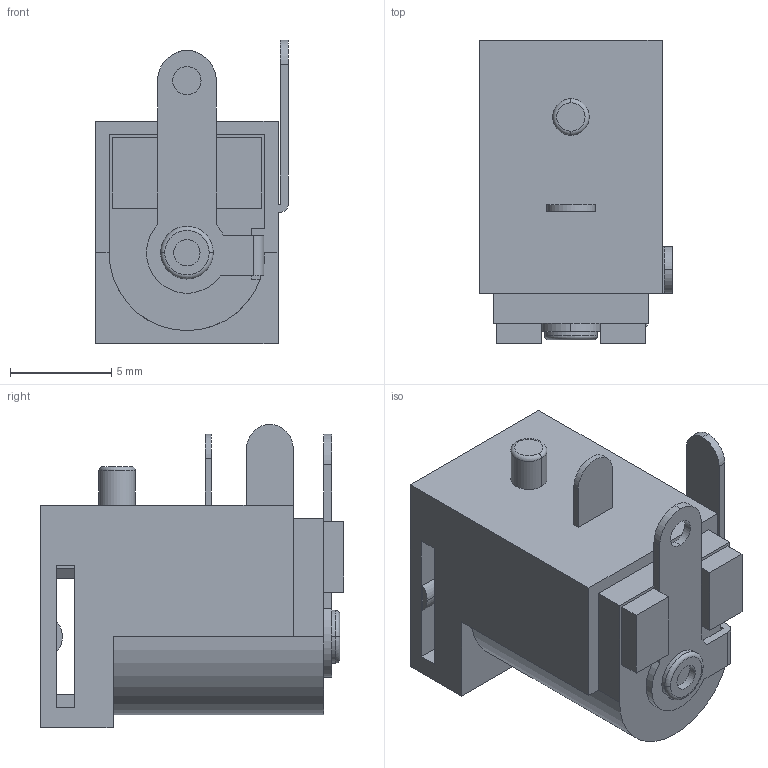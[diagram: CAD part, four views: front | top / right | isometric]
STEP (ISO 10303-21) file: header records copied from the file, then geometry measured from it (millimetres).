
FILE_DESCRIPTION((''),'2;1');
FILE_NAME('JACK-L-LKWGPC-5A_R_','2022-08-23T14:18:48',('wangjunfeng'),(''),'CREO PARAMETRIC BY PTC INC, 2018050','CREO PARAMETRIC BY PTC INC, 2018050','');
FILE_SCHEMA(('CONFIG_CONTROL_DESIGN'));
Length unit declared in the file: millimetre
Products named in the file (1): JACK-L-LKWGPC-5A_R_
Bounding box: 9.5 x 15 x 15 mm (x, y, z)
Volume: 959.5 mm3; surface area: 1152.6 mm2
Topology: 1 solids, 1 shells, 114 faces, 299 edges, 192 vertices
Faces by surface type: plane 78, cylinder 30, torus 4, sphere 2
Entity records: 3524 total; most frequent: CARTESIAN_POINT 603, DIRECTION 602, ORIENTED_EDGE 594, EDGE_CURVE 297, VECTOR 220, LINE 220, VERTEX_POINT 192, AXIS2_PLACEMENT_3D 191
